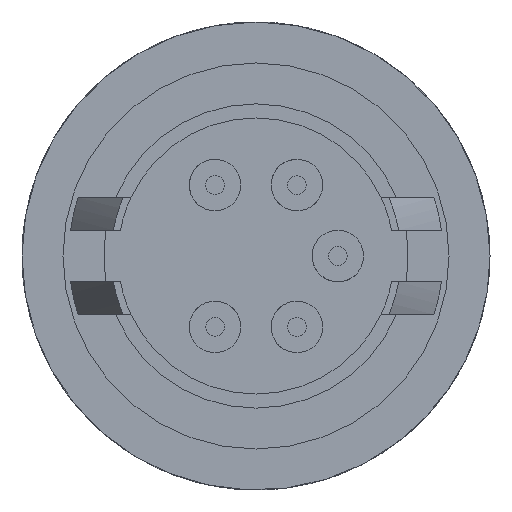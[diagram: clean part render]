
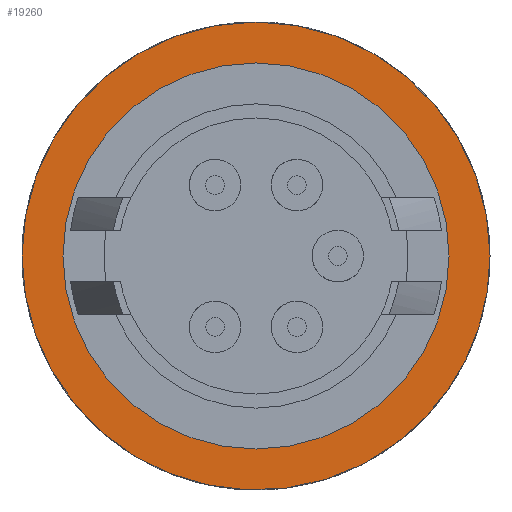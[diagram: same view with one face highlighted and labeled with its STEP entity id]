
A CAD part, front view. The second image highlights one B-rep face of the part: STEP entity #19260.
In plain terms, the highlighted planar face has unit normal (0, -1, 0).
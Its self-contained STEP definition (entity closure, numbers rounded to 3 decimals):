
#18420=CARTESIAN_POINT('',(20.154,12.83,0.));
#18430=VERTEX_POINT('',#18420);
#18780=CARTESIAN_POINT('',(0.154,12.83,
0.));
#18790=VERTEX_POINT('',#18780);
#18820=CARTESIAN_POINT('',(10.154,12.83,0.));
#18830=DIRECTION('',(0.,1.,0.));
#18840=DIRECTION('',(-1.,0.,0.));
#18850=AXIS2_PLACEMENT_3D('',#18820,#18830,#18840);
#18860=CIRCLE('',#18850,10.);
#18870=CARTESIAN_POINT('',(17.404,12.83,-6.887)
);
#18880=VERTEX_POINT('',#18870);
#18890=EDGE_CURVE('',#18880,#18790,#18860,.T.);
#18910=EDGE_CURVE('',#18430,#18880,#18860,.T.);
#18960=CARTESIAN_POINT('',(19.279,12.83,0.));
#18970=DIRECTION('',(-0.,-1.,-0.));
#18980=DIRECTION('',(-1.,0.,0.));
#18990=AXIS2_PLACEMENT_3D('',#18960,#18970,#18980);
#19000=PLANE('',#18990);
#19010=CARTESIAN_POINT('',(10.154,12.83,0.));
#19020=DIRECTION('',(0.,1.,0.));
#19030=DIRECTION('',(1.,0.,0.));
#19040=AXIS2_PLACEMENT_3D('',#19010,#19020,#19030);
#19050=CIRCLE('',#19040,8.25);
#19060=CARTESIAN_POINT('',(1.904,12.83,
0.));
#19070=VERTEX_POINT('',#19060);
#19080=CARTESIAN_POINT('',(18.404,12.83,0.));
#19090=VERTEX_POINT('',#19080);
#19100=EDGE_CURVE('',#19070,#19090,#19050,.T.);
#19110=ORIENTED_EDGE('',*,*,#19100,.T.);
#19120=CARTESIAN_POINT('',(10.154,12.83,-8.25));
#19130=VERTEX_POINT('',#19120);
#19140=EDGE_CURVE('',#19130,#19070,#19050,.T.);
#19150=ORIENTED_EDGE('',*,*,#19140,.T.);
#19160=EDGE_CURVE('',#19090,#19130,#19050,.T.);
#19170=ORIENTED_EDGE('',*,*,#19160,.T.);
#19180=EDGE_LOOP('',(#19170,#19150,#19110));
#19190=FACE_BOUND('',#19180,.T.);
#19200=ORIENTED_EDGE('',*,*,#18890,.F.);
#19210=EDGE_CURVE('',#18790,#18430,#18860,.T.);
#19220=ORIENTED_EDGE('',*,*,#19210,.F.);
#19230=ORIENTED_EDGE('',*,*,#18910,.F.);
#19240=EDGE_LOOP('',(#19230,#19220,#19200));
#19250=FACE_OUTER_BOUND('',#19240,.T.);
#19260=ADVANCED_FACE('',(#19190,#19250),#19000,.T.);
